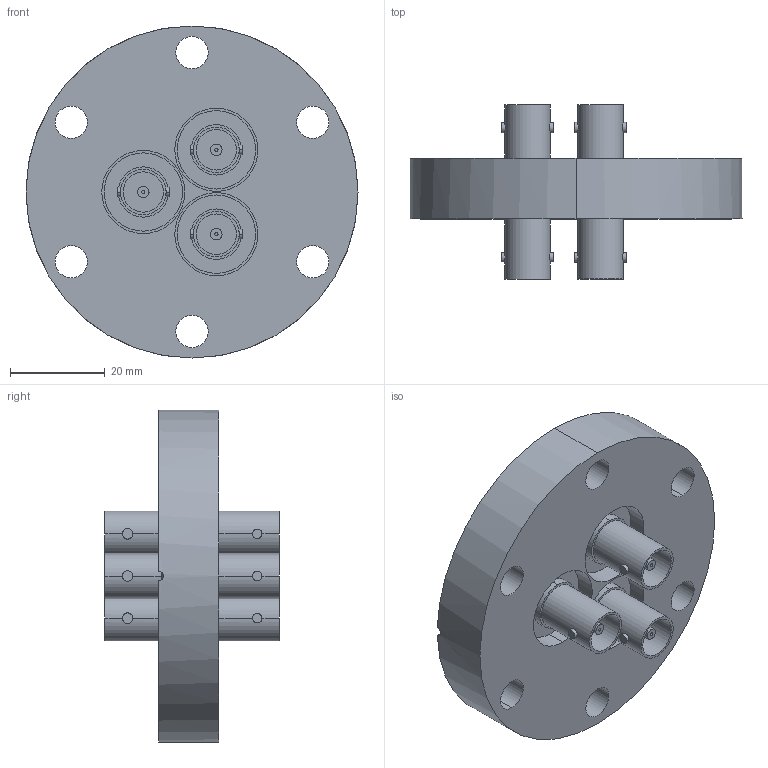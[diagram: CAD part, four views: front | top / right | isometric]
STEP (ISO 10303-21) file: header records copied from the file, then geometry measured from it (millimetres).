
FILE_DESCRIPTION (( 'STEP AP214' ), '1' );
FILE_NAME ('242-MHVD50-C40-3.step', '2025-02-18T20:48:19', ( '' ), ( '' ), 'SwSTEP 2.0', 'SolidWorks 2022', '' );
FILE_SCHEMA (( 'AUTOMOTIVE_DESIGN' ));
Length unit declared in the file: millimetre
Products named in the file (3): 9411-C40-16.5-3_9411-C40-16.5-2; 242-MHVD50-C40-3; 242-MHVD50
Assembly tree (4 placements, depth 2):
  242-MHVD50-C40-3
    9411-C40-16.5-3_9411-C40-16.5-2
    242-MHVD50  x3
Bounding box: 69.9 x 36.67 x 69.9 mm (x, y, z)
Volume: 39634.5 mm3; surface area: 24098.6 mm2
Topology: 7 solids, 10 shells, 203 faces, 422 edges, 272 vertices
Faces by surface type: cylinder 132, plane 67, cone 4
Entity records: 3609 total; most frequent: CARTESIAN_POINT 646, DIRECTION 526, ORIENTED_EDGE 420, AXIS2_PLACEMENT_3D 226, EDGE_CURVE 210, VERTEX_POINT 136, EDGE_LOOP 126, CIRCLE 124
